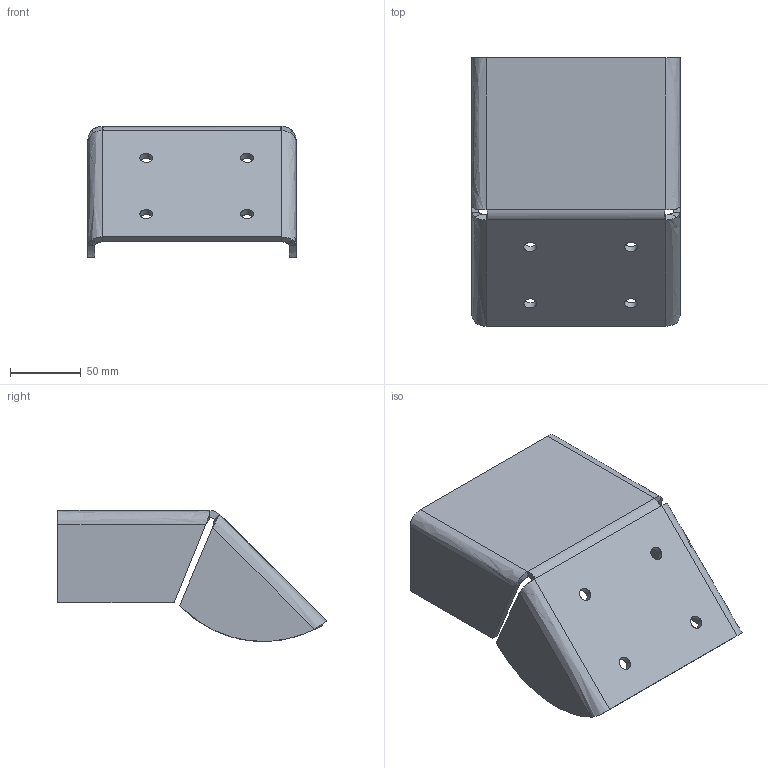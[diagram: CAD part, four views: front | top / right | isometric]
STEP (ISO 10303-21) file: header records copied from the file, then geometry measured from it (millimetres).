
FILE_DESCRIPTION (( 'STEP AP203' ), '1' );
FILE_NAME ('33360_KMS 305.IGS_Default_sldprt.STEP', '2023-01-17T08:08:21', ( '' ), ( '' ), 'SwSTEP 2.0', 'SolidWorks 2019', '' );
FILE_SCHEMA (( 'CONFIG_CONTROL_DESIGN' ));
Length unit declared in the file: millimetre
Products named in the file (1): 33360_KMS 305.IGS_Default_sldprt
Bounding box: 146.78 x 189 x 92.33 mm (x, y, z)
Volume: 252008.8 mm3; surface area: 106788.4 mm2
Topology: 1 solids, 1 shells, 68 faces, 158 edges, 92 vertices
Faces by surface type: bspline 68
Entity records: 2316 total; most frequent: CARTESIAN_POINT 1258, ORIENTED_EDGE 316, EDGE_CURVE 158, B_SPLINE_CURVE_WITH_KNOTS 140, VERTEX_POINT 92, EDGE_LOOP 76, FACE_OUTER_BOUND 68, ADVANCED_FACE 68
